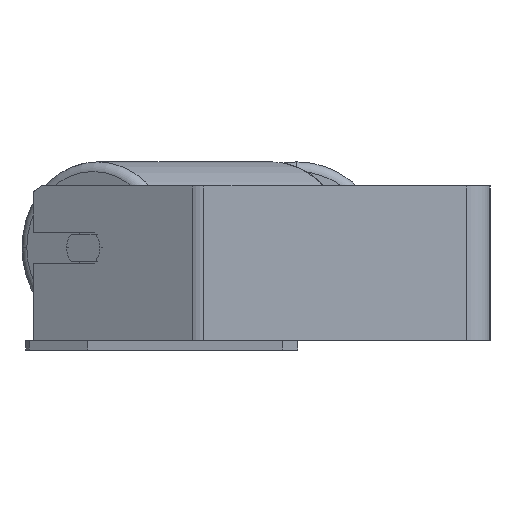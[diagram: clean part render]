
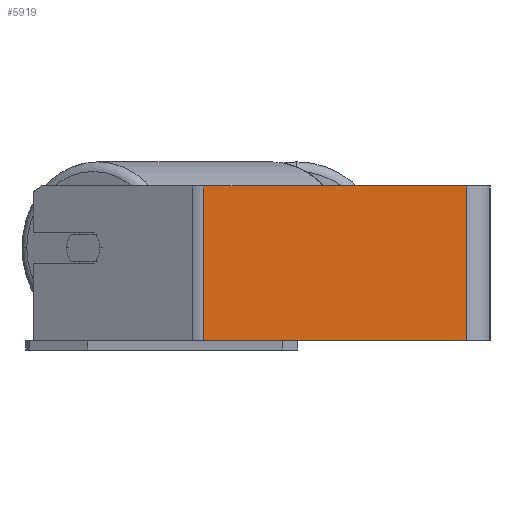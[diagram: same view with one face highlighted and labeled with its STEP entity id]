
A CAD part, left-side view. The second image highlights one B-rep face of the part: STEP entity #5919.
In plain terms, the highlighted planar face has unit normal (-1, 0, 0).
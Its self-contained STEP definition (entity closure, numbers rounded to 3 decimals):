
#45 = LINE ( 'NONE', #683, #6338 ) ;
#82 = CARTESIAN_POINT ( 'NONE',  ( -340., 151.36, -40. ) ) ;
#264 = ORIENTED_EDGE ( 'NONE', *, *, #6660, .F. ) ;
#415 = CARTESIAN_POINT ( 'NONE',  ( -340., 151.36, 40. ) ) ;
#550 = FACE_OUTER_BOUND ( 'NONE', #5443, .T. ) ;
#683 = CARTESIAN_POINT ( 'NONE',  ( -340., 148.145, 40. ) ) ;
#1178 = EDGE_CURVE ( 'NONE', #2879, #8842, #8745, .T. ) ;
#2006 = AXIS2_PLACEMENT_3D ( 'NONE', #415, #5398, #6080 ) ;
#2485 = ORIENTED_EDGE ( 'NONE', *, *, #2566, .T. ) ;
#2566 = EDGE_CURVE ( 'NONE', #7661, #8842, #6840, .T. ) ;
#2879 = VERTEX_POINT ( 'NONE', #6735 ) ;
#3344 = EDGE_CURVE ( 'NONE', #7939, #7661, #45, .T. ) ;
#3520 = ORIENTED_EDGE ( 'NONE', *, *, #3344, .T. ) ;
#3970 = PLANE ( 'NONE',  #2006 ) ;
#4052 = CARTESIAN_POINT ( 'NONE',  ( -340., 148.145, 40. ) ) ;
#5200 = LINE ( 'NONE', #7291, #7847 ) ;
#5398 = DIRECTION ( 'NONE',  ( 1., 0., 0. ) ) ;
#5443 = EDGE_LOOP ( 'NONE', ( #2485, #8405, #264, #3520 ) ) ;
#5624 = DIRECTION ( 'NONE',  ( 0., 0., -1. ) ) ;
#5709 = CARTESIAN_POINT ( 'NONE',  ( -340., 148.145, -40. ) ) ;
#5919 = ADVANCED_FACE ( 'NONE', ( #550 ), #3970, .F. ) ;
#6080 = DIRECTION ( 'NONE',  ( 0., 0., -1. ) ) ;
#6338 = VECTOR ( 'NONE', #5624, 1000. ) ;
#6386 = DIRECTION ( 'NONE',  ( 0., -1., 0. ) ) ;
#6660 = EDGE_CURVE ( 'NONE', #7939, #2879, #5200, .T. ) ;
#6735 = CARTESIAN_POINT ( 'NONE',  ( -340., 12., 40. ) ) ;
#6840 = LINE ( 'NONE', #82, #7358 ) ;
#7212 = DIRECTION ( 'NONE',  ( 0., 0., -1. ) ) ;
#7291 = CARTESIAN_POINT ( 'NONE',  ( -340., 151.36, 40. ) ) ;
#7309 = CARTESIAN_POINT ( 'NONE',  ( -340., 12., 40. ) ) ;
#7335 = VECTOR ( 'NONE', #7212, 1000. ) ;
#7358 = VECTOR ( 'NONE', #6386, 1000. ) ;
#7661 = VERTEX_POINT ( 'NONE', #5709 ) ;
#7847 = VECTOR ( 'NONE', #8858, 1000. ) ;
#7939 = VERTEX_POINT ( 'NONE', #4052 ) ;
#8379 = CARTESIAN_POINT ( 'NONE',  ( -340., 12., -40. ) ) ;
#8405 = ORIENTED_EDGE ( 'NONE', *, *, #1178, .F. ) ;
#8745 = LINE ( 'NONE', #7309, #7335 ) ;
#8842 = VERTEX_POINT ( 'NONE', #8379 ) ;
#8858 = DIRECTION ( 'NONE',  ( 0., -1., 0. ) ) ;
